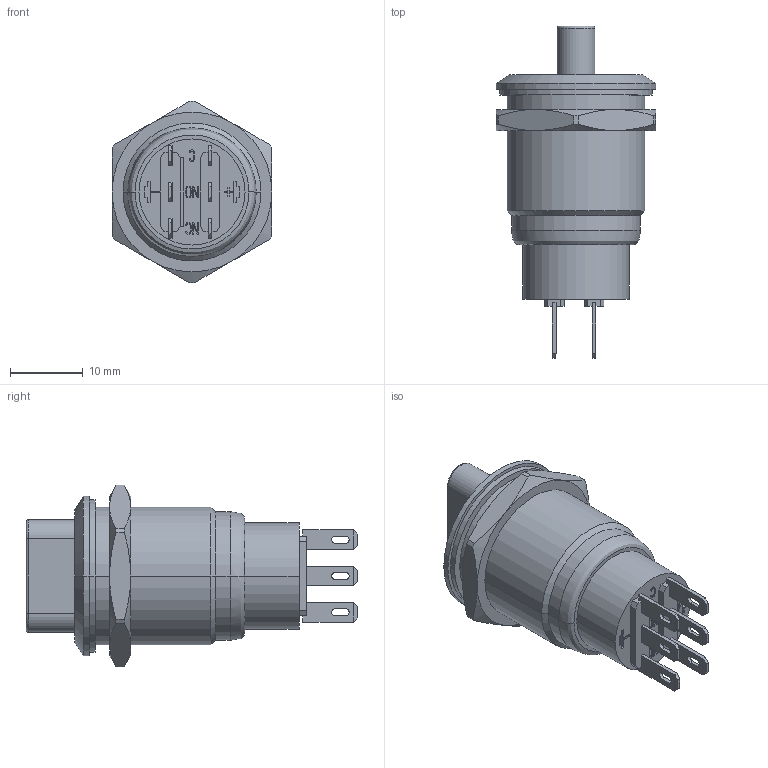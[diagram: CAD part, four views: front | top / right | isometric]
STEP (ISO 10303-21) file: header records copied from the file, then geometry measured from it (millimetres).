
FILE_DESCRIPTION((''),'2;1');
FILE_NAME('LA167-S19-4XJ11','2024-07-10T',('Administrator'),('zyb.com'),'PRO/ENGINEER BY PARAMETRIC TECHNOLOGY CORPORATION, 2010280','PRO/ENGINEER BY PARAMETRIC TECHNOLOGY CORPORATION, 2010280','');
FILE_SCHEMA(('CONFIG_CONTROL_DESIGN','SHAPE_APPEARANCE_LAYERS_GROUPS'));
Length unit declared in the file: millimetre
Products named in the file (1): LA167-S19-4XJ11
Bounding box: 22 x 45.7 x 25.05 mm (x, y, z)
Volume: 8851.3 mm3; surface area: 3311.3 mm2
Topology: 1 solids, 1 shells, 360 faces, 956 edges, 620 vertices
Faces by surface type: plane 300, cylinder 40, cone 16, bspline 2, torus 2
Entity records: 17979 total; most frequent: CARTESIAN_POINT 2506, ORIENTED_EDGE 1912, DIRECTION 1744, PRESENTATION_STYLE_ASSIGNMENT 1249, STYLED_ITEM 957, CURVE_STYLE 956, EDGE_CURVE 956, VECTOR 828
